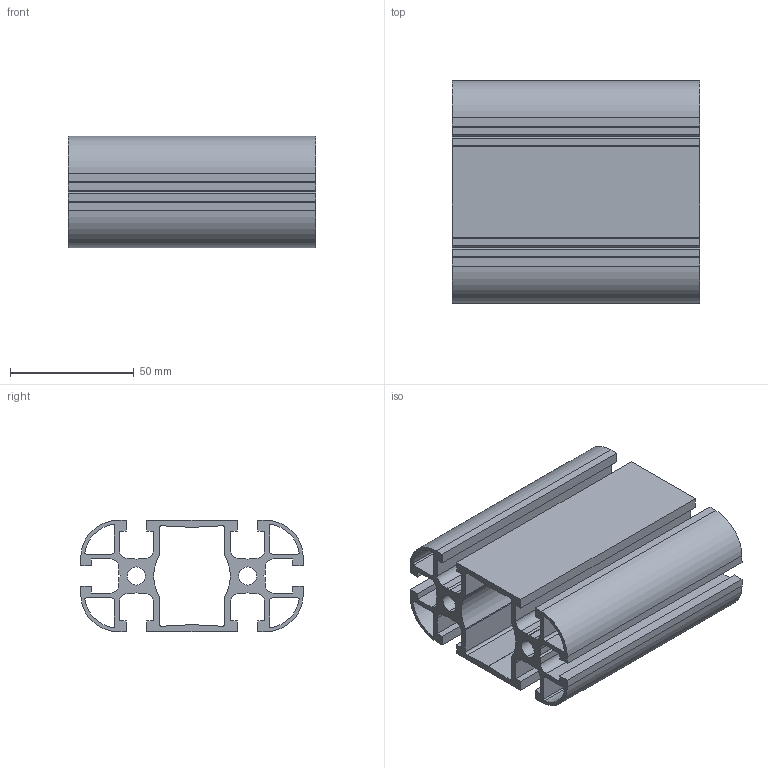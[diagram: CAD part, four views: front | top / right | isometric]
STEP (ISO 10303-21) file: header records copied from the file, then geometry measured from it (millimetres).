
FILE_DESCRIPTION (( 'STEP AP214' ), '1' );
FILE_NAME ('800.029.002.STEP', '2020-07-23T08:54:52', ( '' ), ( '' ), 'SwSTEP 2.0', 'SolidWorks 2018', '' );
FILE_SCHEMA (( 'AUTOMOTIVE_DESIGN' ));
Length unit declared in the file: millimetre
Products named in the file (1): 800.029.002
Bounding box: 100 x 90 x 45 mm (x, y, z)
Volume: 112997.9 mm3; surface area: 84989.8 mm2
Topology: 1 solids, 1 shells, 147 faces, 435 edges, 290 vertices
Faces by surface type: plane 92, cylinder 55
Entity records: 4981 total; most frequent: CARTESIAN_POINT 873, ORIENTED_EDGE 870, DIRECTION 841, EDGE_CURVE 435, LINE 325, VECTOR 325, VERTEX_POINT 290, AXIS2_PLACEMENT_3D 258
